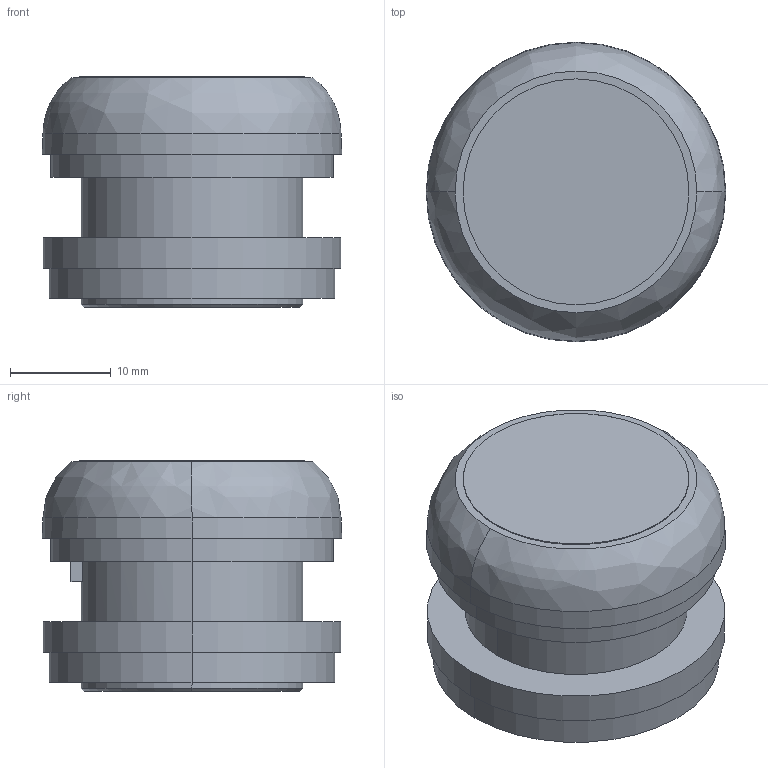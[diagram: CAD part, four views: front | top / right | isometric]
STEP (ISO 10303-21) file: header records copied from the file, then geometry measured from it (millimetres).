
FILE_DESCRIPTION (( 'STEP AP214' ), '1' );
FILE_NAME ('48687~0.STEP', '2019-11-18T09:47:15', ( '' ), ( '' ), 'SwSTEP 2.0', 'SolidWorks 2018', '' );
FILE_SCHEMA (( 'AUTOMOTIVE_DESIGN' ));
Length unit declared in the file: millimetre
Products named in the file (1): 48687~0
Bounding box: 29.7 x 29.7 x 22.9 mm (x, y, z)
Volume: 12831.9 mm3; surface area: 3723.1 mm2
Topology: 1 solids, 1 shells, 30 faces, 62 edges, 40 vertices
Faces by surface type: cylinder 12, plane 12, cone 4, bspline 2
Entity records: 1196 total; most frequent: CARTESIAN_POINT 163, DIRECTION 156, ORIENTED_EDGE 124, AXIS2_PLACEMENT_3D 65, EDGE_CURVE 62, VERTEX_POINT 40, CIRCLE 36, EDGE_LOOP 36
